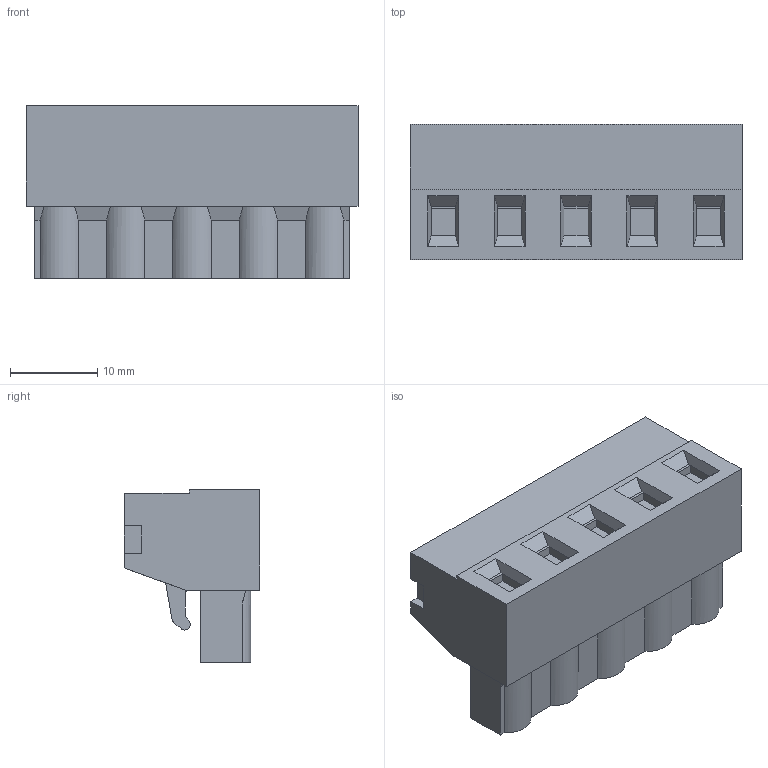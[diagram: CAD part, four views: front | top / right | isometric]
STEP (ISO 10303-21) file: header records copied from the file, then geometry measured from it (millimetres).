
FILE_DESCRIPTION(('STEP AP214'),'1');
FILE_NAME('SH05-7,62.stp','2020-05-26T13:03:17',(' '),(' '),'Spatial InterOp 3D',' ',' ');
FILE_SCHEMA(('automotive_design'));
Length unit declared in the file: metre
Products named in the file (1): 1
Bounding box: 38.1 x 15.5 x 19.85 mm (x, y, z)
Volume: 7478.7 mm3; surface area: 3729.8 mm2
Topology: 1 solids, 1 shells, 233 faces, 586 edges, 384 vertices
Faces by surface type: plane 191, cylinder 36, cone 5, extrusion 1
Full cylindrical faces by diameter (mm): 1.6 x5, 3.8 x5, 4 x5
Entity records: 8604 total; most frequent: CARTESIAN_POINT 1182, DIRECTION 1123, ORIENTED_EDGE 1112, EDGE_CURVE 556, VECTOR 453, LINE 452, VERTEX_POINT 374, AXIS2_PLACEMENT_3D 335
